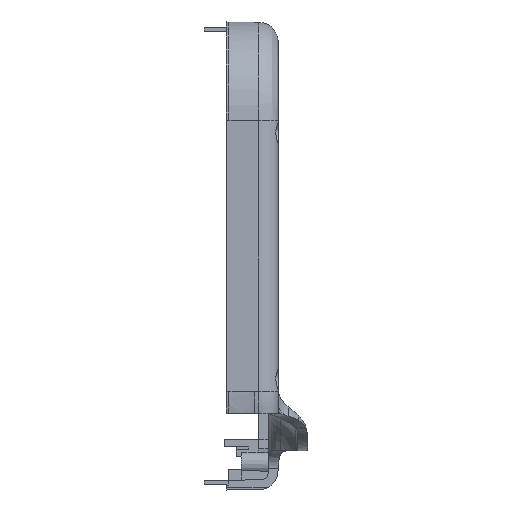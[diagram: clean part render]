
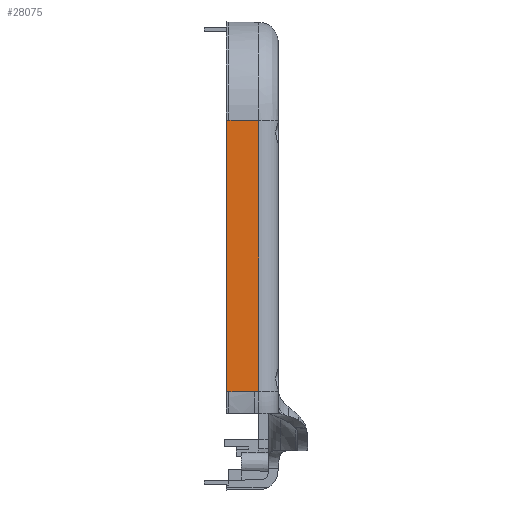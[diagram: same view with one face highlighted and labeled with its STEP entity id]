
A CAD part, left-side view. The second image highlights one B-rep face of the part: STEP entity #28075.
In plain terms, the highlighted planar face has unit normal (-1, -0.009, 0).
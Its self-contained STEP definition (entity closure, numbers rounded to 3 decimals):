
#660=CIRCLE('',#29861,20.008);
#2335=FACE_OUTER_BOUND('',#3859,.T.);
#3859=EDGE_LOOP('',(#22755,#22756,#22757,#22758,#22759,#22760,#22761,#22762));
#6402=LINE('',#46539,#9600);
#6452=LINE('',#46917,#9650);
#6685=LINE('',#47822,#9883);
#6686=LINE('',#47837,#9884);
#6687=LINE('',#47873,#9885);
#6688=LINE('',#47877,#9886);
#6689=LINE('',#47878,#9887);
#9600=VECTOR('',#34374,1000.);
#9650=VECTOR('',#34506,1000.);
#9883=VECTOR('',#35011,1000.);
#9884=VECTOR('',#35016,1000.);
#9885=VECTOR('',#35019,1000.);
#9886=VECTOR('',#35024,1000.);
#9887=VECTOR('',#35025,1000.);
#12711=VERTEX_POINT('',#46537);
#12712=VERTEX_POINT('',#46538);
#12776=VERTEX_POINT('',#46914);
#12777=VERTEX_POINT('',#46916);
#12944=VERTEX_POINT('',#47821);
#12945=VERTEX_POINT('',#47834);
#12946=VERTEX_POINT('',#47836);
#12947=VERTEX_POINT('',#47875);
#16142=EDGE_CURVE('',#12711,#12712,#6402,.T.);
#16235=EDGE_CURVE('',#12776,#12777,#6452,.T.);
#16519=EDGE_CURVE('',#12712,#12944,#6685,.T.);
#16522=EDGE_CURVE('',#12946,#12945,#6686,.T.);
#16525=EDGE_CURVE('',#12777,#12944,#6687,.T.);
#16526=EDGE_CURVE('',#12947,#12945,#660,.T.);
#16527=EDGE_CURVE('',#12947,#12711,#6688,.T.);
#16528=EDGE_CURVE('',#12776,#12946,#6689,.T.);
#22755=ORIENTED_EDGE('',*,*,#16522,.T.);
#22756=ORIENTED_EDGE('',*,*,#16526,.F.);
#22757=ORIENTED_EDGE('',*,*,#16527,.T.);
#22758=ORIENTED_EDGE('',*,*,#16142,.T.);
#22759=ORIENTED_EDGE('',*,*,#16519,.T.);
#22760=ORIENTED_EDGE('',*,*,#16525,.F.);
#22761=ORIENTED_EDGE('',*,*,#16235,.F.);
#22762=ORIENTED_EDGE('',*,*,#16528,.T.);
#26824=PLANE('',#29860);
#28075=ADVANCED_FACE('',(#2335),#26824,.T.);
#29860=AXIS2_PLACEMENT_3D('',#47874,#35020,#35021);
#29861=AXIS2_PLACEMENT_3D('',#47876,#35022,#35023);
#34374=DIRECTION('',(0.,0.,1.));
#34506=DIRECTION('',(0.,0.,1.));
#35011=DIRECTION('',(-0.009,1.,0.009));
#35016=DIRECTION('',(0.009,-1.,0.009));
#35019=DIRECTION('',(0.009,-1.,0.));
#35020=DIRECTION('center_axis',(-1.,-0.009,
0.));
#35021=DIRECTION('ref_axis',(0.009,-1.,0.));
#35022=DIRECTION('center_axis',(0.,-1.,0.));
#35023=DIRECTION('ref_axis',(0.,0.,-1.));
#35024=DIRECTION('',(0.009,-1.,0.));
#35025=DIRECTION('',(0.009,-1.,0.));
#46537=CARTESIAN_POINT('',(-109.45,3.965,-27.534));
#46538=CARTESIAN_POINT('',(-109.45,3.965,27.535));
#46539=CARTESIAN_POINT('',(-109.45,3.965,27.501));
#46914=CARTESIAN_POINT('',(-109.507,10.5,-27.588));
#46916=CARTESIAN_POINT('',(-109.507,10.5,27.588));
#46917=CARTESIAN_POINT('',(-109.507,10.5,-27.588));
#47821=CARTESIAN_POINT('',(-109.502,10.,27.588));
#47822=CARTESIAN_POINT('',(-109.409,-0.654,27.495));
#47834=CARTESIAN_POINT('',(-109.457,4.826,-27.543));
#47836=CARTESIAN_POINT('',(-109.502,10.,-27.588));
#47837=CARTESIAN_POINT('',(-109.417,0.175,-27.502));
#47873=CARTESIAN_POINT('',(-109.502,10.,27.588));
#47874=CARTESIAN_POINT('Origin',(-109.415,0.,-47.5));
#47875=CARTESIAN_POINT('',(-109.457,4.826,-27.534));
#47876=CARTESIAN_POINT('Origin',(-89.449,4.826,-27.534));
#47877=CARTESIAN_POINT('',(-109.457,4.826,-27.534));
#47878=CARTESIAN_POINT('',(-109.502,10.,-27.588));
